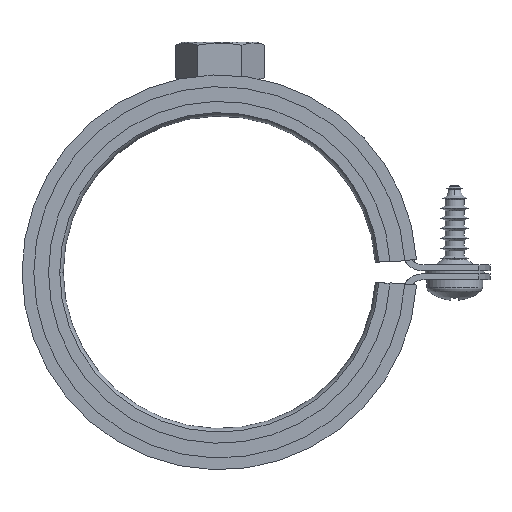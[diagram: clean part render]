
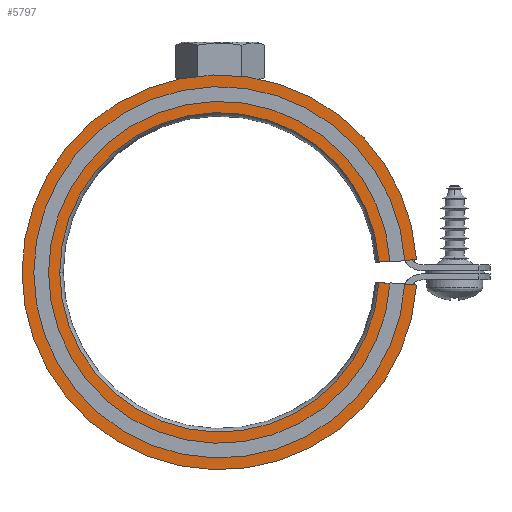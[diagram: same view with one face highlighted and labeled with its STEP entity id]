
A CAD part, front view. The second image highlights one B-rep face of the part: STEP entity #5797.
In plain terms, the highlighted face is planar.
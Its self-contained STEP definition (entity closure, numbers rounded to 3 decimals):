
#4648=CARTESIAN_POINT('',(134.862,128.638,9.0));
#4649=VERTEX_POINT('',#4648);
#4656=CARTESIAN_POINT('',(189.005,126.889,9.0));
#4657=VERTEX_POINT('',#4656);
#4658=CARTESIAN_POINT('',(161.962,128.638,9.0));
#4659=DIRECTION('',(0.0,0.0,1.0));
#4660=DIRECTION('',(1.0,0.0,0.0));
#4661=AXIS2_PLACEMENT_3D('',#4658,#4659,#4660);
#4662=CIRCLE('',#4661,27.1);
#4663=EDGE_CURVE('',#4649,#4657,#4662,.T.);
#4688=CARTESIAN_POINT('',(128.462,128.638,9.0));
#4689=VERTEX_POINT('',#4688);
#4698=CARTESIAN_POINT('',(195.392,130.799,9.0));
#4699=VERTEX_POINT('',#4698);
#4700=CARTESIAN_POINT('',(161.962,128.638,9.0));
#4701=DIRECTION('',(0.0,0.0,1.0));
#4702=DIRECTION('',(1.0,0.0,0.0));
#4703=AXIS2_PLACEMENT_3D('',#4700,#4701,#4702);
#4704=CIRCLE('',#4703,33.5);
#4705=EDGE_CURVE('',#4699,#4689,#4704,.T.);
#5748=CARTESIAN_POINT('',(195.392,126.476,9.0));
#5749=VERTEX_POINT('',#5748);
#5756=CARTESIAN_POINT('',(161.962,128.638,9.0));
#5757=DIRECTION('',(0.0,0.0,1.0));
#5758=DIRECTION('',(1.0,0.0,0.0));
#5759=AXIS2_PLACEMENT_3D('',#5756,#5757,#5758);
#5760=CIRCLE('',#5759,33.5);
#5761=EDGE_CURVE('',#4689,#5749,#5760,.T.);
#5766=CARTESIAN_POINT('',(192.199,130.592,9.0));
#5767=DIRECTION('',(0.0,0.0,1.0));
#5768=DIRECTION('',(1.0,0.0,0.0));
#5769=AXIS2_PLACEMENT_3D('',#5766,#5767,#5768);
#5770=PLANE('',#5769);
#5771=CARTESIAN_POINT('',(195.392,126.476,9.0));
#5772=DIRECTION('',(-0.998,0.065,0.0));
#5773=VECTOR('',#5772,6.4);
#5774=LINE('',#5771,#5773);
#5775=EDGE_CURVE('',#5749,#4657,#5774,.T.);
#5776=ORIENTED_EDGE('',*,*,#5775,.T.);
#5777=ORIENTED_EDGE('',*,*,#4663,.F.);
#5778=CARTESIAN_POINT('',(189.005,130.386,9.0));
#5779=VERTEX_POINT('',#5778);
#5780=CARTESIAN_POINT('',(161.962,128.638,9.0));
#5781=DIRECTION('',(0.0,0.0,1.0));
#5782=DIRECTION('',(1.0,0.0,0.0));
#5783=AXIS2_PLACEMENT_3D('',#5780,#5781,#5782);
#5784=CIRCLE('',#5783,27.1);
#5785=EDGE_CURVE('',#5779,#4649,#5784,.T.);
#5786=ORIENTED_EDGE('',*,*,#5785,.F.);
#5787=CARTESIAN_POINT('',(195.392,130.799,9.0));
#5788=DIRECTION('',(-0.998,-0.065,0.0));
#5789=VECTOR('',#5788,6.4);
#5790=LINE('',#5787,#5789);
#5791=EDGE_CURVE('',#4699,#5779,#5790,.T.);
#5792=ORIENTED_EDGE('',*,*,#5791,.F.);
#5793=ORIENTED_EDGE('',*,*,#4705,.T.);
#5794=ORIENTED_EDGE('',*,*,#5761,.T.);
#5795=EDGE_LOOP('',(#5776,#5777,#5786,#5792,#5793,#5794));
#5796=FACE_OUTER_BOUND('',#5795,.T.);
#5797=ADVANCED_FACE('',(#5796),#5770,.T.);
